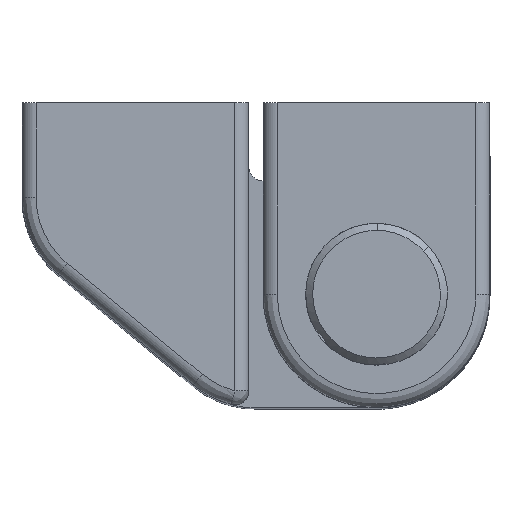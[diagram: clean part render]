
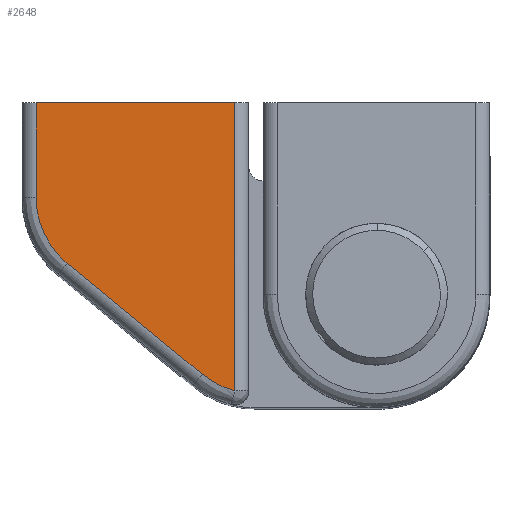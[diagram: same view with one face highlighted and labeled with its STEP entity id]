
A CAD part, top view. The second image highlights one B-rep face of the part: STEP entity #2648.
In plain terms, the highlighted free-form (B-spline) face has degree [1, 1] with [2, 2] control points.
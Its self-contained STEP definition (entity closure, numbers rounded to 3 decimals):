
#1976=CARTESIAN_POINT('',(-24.0,13.5,70.0));
#1977=VERTEX_POINT('',#1976);
#1998=CARTESIAN_POINT('',(-24.0,6.809,70.0));
#1999=VERTEX_POINT('',#1998);
#2013=CARTESIAN_POINT('',(-24.0,13.5,70.0));
#2014=CARTESIAN_POINT('',(-24.0,6.809,70.0));
#2015=QUASI_UNIFORM_CURVE('',1,(#2013,#2014),.UNSPECIFIED.,.F.,.U.);
#2016=EDGE_CURVE('',#1977,#1999,#2015,.T.);
#2040=CARTESIAN_POINT('',(-21.813,2.176,70.0));
#2041=VERTEX_POINT('',#2040);
#2057=CARTESIAN_POINT('',(-24.0,6.809,70.0));
#2058=CARTESIAN_POINT('',(-24.0,3.976,70.));
#2059=CARTESIAN_POINT('',(-21.813,2.176,70.0));
#2067=(BOUNDED_CURVE()B_SPLINE_CURVE(2,(#2057,#2058,#2059),.UNSPECIFIED.,.F.,.U.)CURVE()GEOMETRIC_REPRESENTATION_ITEM()QUASI_UNIFORM_CURVE()RATIONAL_B_SPLINE_CURVE((1.0,0.904,1.0))REPRESENTATION_ITEM(''));
#2068=EDGE_CURVE('',#1999,#2041,#2067,.T.);
#2103=CARTESIAN_POINT('',(-12.302,-5.636,70.0));
#2104=VERTEX_POINT('',#2103);
#2120=CARTESIAN_POINT('',(-21.813,2.176,70.0));
#2121=CARTESIAN_POINT('',(-12.302,-5.636,70.0));
#2122=QUASI_UNIFORM_CURVE('',1,(#2120,#2121),.UNSPECIFIED.,.F.,.U.);
#2123=EDGE_CURVE('',#2041,#2104,#2122,.T.);
#2153=CARTESIAN_POINT('',(-10.,-6.808,70.0));
#2154=VERTEX_POINT('',#2153);
#2168=CARTESIAN_POINT('',(-12.302,-5.636,70.0));
#2169=CARTESIAN_POINT('',(-11.28,-6.476,70.0));
#2170=CARTESIAN_POINT('',(-10.,-6.808,70.0));
#2178=(BOUNDED_CURVE()B_SPLINE_CURVE(2,(#2168,#2169,#2170),.UNSPECIFIED.,.F.,.U.)CURVE()GEOMETRIC_REPRESENTATION_ITEM()QUASI_UNIFORM_CURVE()RATIONAL_B_SPLINE_CURVE((1.0,0.977,1.0))REPRESENTATION_ITEM(''));
#2179=EDGE_CURVE('',#2104,#2154,#2178,.T.);
#2278=CARTESIAN_POINT('',(-10.,13.5,70.0));
#2279=VERTEX_POINT('',#2278);
#2293=CARTESIAN_POINT('',(-10.,-6.808,70.0));
#2294=CARTESIAN_POINT('',(-10.,13.5,70.0));
#2295=QUASI_UNIFORM_CURVE('',1,(#2293,#2294),.UNSPECIFIED.,.F.,.U.);
#2296=EDGE_CURVE('',#2154,#2279,#2295,.T.);
#2631=CARTESIAN_POINT('',(-24.699,-7.822,70.0));
#2632=CARTESIAN_POINT('',(-9.301,-7.822,70.0));
#2633=CARTESIAN_POINT('',(-24.699,14.514,70.0));
#2634=CARTESIAN_POINT('',(-9.301,14.514,70.0));
#2635=B_SPLINE_SURFACE_WITH_KNOTS('',1,1,((#2631,#2633),(#2632,#2634)),.UNSPECIFIED.,.F.,.F.,.U.,(2,2),(2,2),(0.0,15.399),(0.0,22.337),.UNSPECIFIED.);
#2636=CARTESIAN_POINT('',(-10.,13.5,70.0));
#2637=CARTESIAN_POINT('',(-24.0,13.5,70.0));
#2638=QUASI_UNIFORM_CURVE('',1,(#2636,#2637),.UNSPECIFIED.,.F.,.U.);
#2639=EDGE_CURVE('',#2279,#1977,#2638,.T.);
#2640=ORIENTED_EDGE('',*,*,#2639,.T.);
#2641=ORIENTED_EDGE('',*,*,#2016,.T.);
#2642=ORIENTED_EDGE('',*,*,#2068,.T.);
#2643=ORIENTED_EDGE('',*,*,#2123,.T.);
#2644=ORIENTED_EDGE('',*,*,#2179,.T.);
#2645=ORIENTED_EDGE('',*,*,#2296,.T.);
#2646=EDGE_LOOP('',(#2640,#2641,#2642,#2643,#2644,#2645));
#2647=FACE_OUTER_BOUND('',#2646,.T.);
#2648=ADVANCED_FACE('',(#2647),#2635,.T.);
